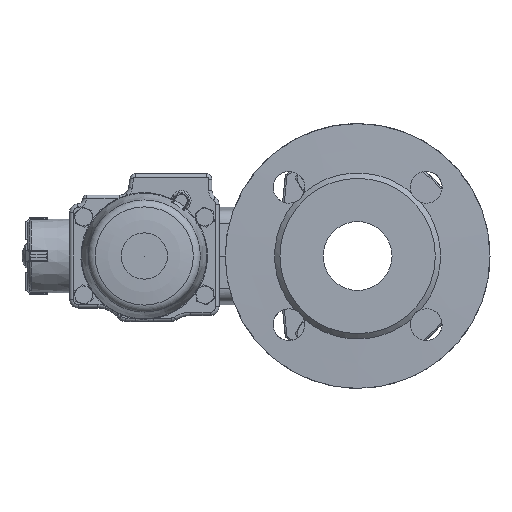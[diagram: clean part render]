
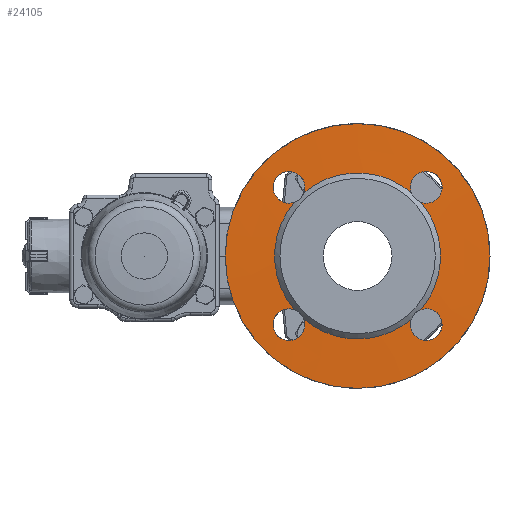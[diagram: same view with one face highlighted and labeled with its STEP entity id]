
A CAD part, left-side view. The second image highlights one B-rep face of the part: STEP entity #24105.
In plain terms, the highlighted conical face has half-angle 88.5 degrees and reference radius 47 mm.
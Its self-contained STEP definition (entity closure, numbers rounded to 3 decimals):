
#1027=B_SPLINE_CURVE_WITH_KNOTS('',3,(#35753,#35754,#35755,#35756,#35757,
#35758,#35759,#35760,#35761,#35762,#35763,#35764,#35765),.UNSPECIFIED.,
 .F.,.F.,(4,1,1,1,1,1,1,1,1,1,4),(-0.003,0.,
0.003,0.009,0.015,0.021,
0.027,0.03,0.033,0.039,
0.045),.UNSPECIFIED.);
#1030=B_SPLINE_CURVE_WITH_KNOTS('',3,(#35796,#35797,#35798,#35799,#35800,
#35801,#35802,#35803,#35804,#35805,#35806,#35807,#35808),.UNSPECIFIED.,
 .F.,.F.,(4,1,1,1,1,1,1,1,1,1,4),(-0.017,-0.014,
-0.011,-0.005,0.001,0.007,
0.013,0.019,0.025,0.028,
0.031),.UNSPECIFIED.);
#1034=B_SPLINE_CURVE_WITH_KNOTS('',3,(#35848,#35849,#35850,#35851,#35852,
#35853,#35854,#35855,#35856,#35857,#35858,#35859,#35860),.UNSPECIFIED.,
 .F.,.F.,(4,1,1,1,1,1,1,1,1,1,4),(0.,0.003,0.006,
0.012,0.018,0.024,0.03,
0.033,0.036,0.042,0.048),
 .UNSPECIFIED.);
#1037=B_SPLINE_CURVE_WITH_KNOTS('',3,(#35891,#35892,#35893,#35894,#35895,
#35896,#35897,#35898,#35899,#35900,#35901,#35902,#35903),.UNSPECIFIED.,
 .F.,.F.,(4,1,1,1,1,1,1,1,1,1,4),(0.,0.003,
0.006,0.012,0.018,0.024,
0.03,0.036,0.042,0.045,
0.048),.UNSPECIFIED.);
#1867=CONICAL_SURFACE('',#26014,47.,1.545);
#5602=ORIENTED_EDGE('',*,*,#12971,.F.);
#5603=ORIENTED_EDGE('',*,*,#12972,.T.);
#5604=ORIENTED_EDGE('',*,*,#12959,.T.);
#5605=ORIENTED_EDGE('',*,*,#12973,.T.);
#5606=ORIENTED_EDGE('',*,*,#12956,.T.);
#5607=ORIENTED_EDGE('',*,*,#12974,.T.);
#5608=ORIENTED_EDGE('',*,*,#12966,.T.);
#5609=ORIENTED_EDGE('',*,*,#12975,.T.);
#5610=ORIENTED_EDGE('',*,*,#12963,.T.);
#12956=EDGE_CURVE('',#16635,#16636,#1027,.T.);
#12959=EDGE_CURVE('',#16638,#16639,#1030,.T.);
#12963=EDGE_CURVE('',#16642,#16641,#1034,.T.);
#12966=EDGE_CURVE('',#16645,#16644,#1037,.T.);
#12971=EDGE_CURVE('',#16649,#16649,#18909,.T.);
#12972=EDGE_CURVE('',#16641,#16638,#18910,.T.);
#12973=EDGE_CURVE('',#16639,#16635,#18911,.T.);
#12974=EDGE_CURVE('',#16636,#16645,#18912,.T.);
#12975=EDGE_CURVE('',#16644,#16642,#18913,.T.);
#16635=VERTEX_POINT('',#35766);
#16636=VERTEX_POINT('',#35767);
#16638=VERTEX_POINT('',#35809);
#16639=VERTEX_POINT('',#35810);
#16641=VERTEX_POINT('',#35846);
#16642=VERTEX_POINT('',#35847);
#16644=VERTEX_POINT('',#35889);
#16645=VERTEX_POINT('',#35890);
#16649=VERTEX_POINT('',#35932);
#18909=CIRCLE('',#26015,75.);
#18910=CIRCLE('',#26016,47.);
#18911=CIRCLE('',#26017,47.);
#18912=CIRCLE('',#26018,47.);
#18913=CIRCLE('',#26019,47.);
#20086=EDGE_LOOP('',(#5602));
#20087=EDGE_LOOP('',(#5603,#5604,#5605,#5606,#5607,#5608,#5609,#5610));
#21923=FACE_BOUND('',#20086,.T.);
#21924=FACE_BOUND('',#20087,.T.);
#24105=ADVANCED_FACE('',(#21923,#21924),#1867,.T.);
#26014=AXIS2_PLACEMENT_3D('',#35930,#28553,#28554);
#26015=AXIS2_PLACEMENT_3D('',#35931,#28555,#28556);
#26016=AXIS2_PLACEMENT_3D('',#35933,#28557,#28558);
#26017=AXIS2_PLACEMENT_3D('',#35934,#28559,#28560);
#26018=AXIS2_PLACEMENT_3D('',#35935,#28561,#28562);
#26019=AXIS2_PLACEMENT_3D('',#35936,#28563,#28564);
#28553=DIRECTION('',(1.,0.,0.));
#28554=DIRECTION('',(0.,0.,-1.));
#28555=DIRECTION('',(1.,0.,0.));
#28556=DIRECTION('',(0.,0.,-1.));
#28557=DIRECTION('',(1.,0.,0.));
#28558=DIRECTION('',(0.,0.,-1.));
#28559=DIRECTION('',(1.,0.,0.));
#28560=DIRECTION('',(0.,0.,-1.));
#28561=DIRECTION('',(1.,0.,0.));
#28562=DIRECTION('',(0.,0.,-1.));
#28563=DIRECTION('',(1.,0.,0.));
#28564=DIRECTION('',(0.,0.,-1.));
#35753=CARTESIAN_POINT('',(-82.,-35.819,-30.43));
#35754=CARTESIAN_POINT('',(-81.987,-36.781,-30.081));
#35755=CARTESIAN_POINT('',(-81.951,-38.787,-29.72));
#35756=CARTESIAN_POINT('',(-81.855,-42.86,-30.361));
#35757=CARTESIAN_POINT('',(-81.715,-47.077,-33.667));
#35758=CARTESIAN_POINT('',(-81.587,-48.546,-39.939));
#35759=CARTESIAN_POINT('',(-81.539,-45.764,-45.75));
#35760=CARTESIAN_POINT('',(-81.578,-40.935,-48.073));
#35761=CARTESIAN_POINT('',(-81.651,-36.815,-47.824));
#35762=CARTESIAN_POINT('',(-81.743,-33.021,-46.239));
#35763=CARTESIAN_POINT('',(-81.883,-29.702,-42.027));
#35764=CARTESIAN_POINT('',(-81.973,-29.732,-37.744));
#35765=CARTESIAN_POINT('',(-82.,-30.43,-35.819));
#35766=CARTESIAN_POINT('',(-82.,-35.819,-30.43));
#35767=CARTESIAN_POINT('',(-82.,-30.43,-35.819));
#35796=CARTESIAN_POINT('',(-82.,-30.43,35.819));
#35797=CARTESIAN_POINT('',(-81.987,-30.081,36.781));
#35798=CARTESIAN_POINT('',(-81.951,-29.72,38.791));
#35799=CARTESIAN_POINT('',(-81.855,-30.363,42.862));
#35800=CARTESIAN_POINT('',(-81.715,-33.664,47.079));
#35801=CARTESIAN_POINT('',(-81.586,-39.96,48.545));
#35802=CARTESIAN_POINT('',(-81.539,-45.759,45.753));
#35803=CARTESIAN_POINT('',(-81.587,-48.545,39.946));
#35804=CARTESIAN_POINT('',(-81.715,-47.079,33.673));
#35805=CARTESIAN_POINT('',(-81.855,-42.872,30.365));
#35806=CARTESIAN_POINT('',(-81.952,-38.785,29.72));
#35807=CARTESIAN_POINT('',(-81.987,-36.781,30.081));
#35808=CARTESIAN_POINT('',(-82.,-35.819,30.43));
#35809=CARTESIAN_POINT('',(-82.,-30.43,35.819));
#35810=CARTESIAN_POINT('',(-82.,-35.819,30.43));
#35846=CARTESIAN_POINT('',(-82.,30.43,35.819));
#35847=CARTESIAN_POINT('',(-82.,35.819,30.43));
#35848=CARTESIAN_POINT('',(-82.,35.819,30.43));
#35849=CARTESIAN_POINT('',(-81.987,36.781,30.081));
#35850=CARTESIAN_POINT('',(-81.951,38.787,29.72));
#35851=CARTESIAN_POINT('',(-81.855,42.86,30.361));
#35852=CARTESIAN_POINT('',(-81.715,47.077,33.667));
#35853=CARTESIAN_POINT('',(-81.587,48.546,39.939));
#35854=CARTESIAN_POINT('',(-81.539,45.764,45.75));
#35855=CARTESIAN_POINT('',(-81.578,40.935,48.073));
#35856=CARTESIAN_POINT('',(-81.651,36.815,47.824));
#35857=CARTESIAN_POINT('',(-81.743,33.021,46.239));
#35858=CARTESIAN_POINT('',(-81.883,29.702,42.027));
#35859=CARTESIAN_POINT('',(-81.973,29.732,37.744));
#35860=CARTESIAN_POINT('',(-82.,30.43,35.819));
#35889=CARTESIAN_POINT('',(-82.,35.819,-30.43));
#35890=CARTESIAN_POINT('',(-82.,30.43,-35.819));
#35891=CARTESIAN_POINT('',(-82.,30.43,-35.819));
#35892=CARTESIAN_POINT('',(-81.987,30.081,-36.781));
#35893=CARTESIAN_POINT('',(-81.951,29.72,-38.791));
#35894=CARTESIAN_POINT('',(-81.855,30.363,-42.862));
#35895=CARTESIAN_POINT('',(-81.715,33.664,-47.079));
#35896=CARTESIAN_POINT('',(-81.586,39.96,-48.545));
#35897=CARTESIAN_POINT('',(-81.539,45.759,-45.753));
#35898=CARTESIAN_POINT('',(-81.587,48.545,-39.946));
#35899=CARTESIAN_POINT('',(-81.715,47.079,-33.673));
#35900=CARTESIAN_POINT('',(-81.855,42.872,-30.365));
#35901=CARTESIAN_POINT('',(-81.952,38.785,-29.72));
#35902=CARTESIAN_POINT('',(-81.987,36.781,-30.081));
#35903=CARTESIAN_POINT('',(-82.,35.819,-30.43));
#35930=CARTESIAN_POINT('',(-82.,0.,0.));
#35931=CARTESIAN_POINT('',(-81.267,0.,0.));
#35932=CARTESIAN_POINT('',(-81.267,0.,-75.));
#35933=CARTESIAN_POINT('',(-82.,0.,0.));
#35934=CARTESIAN_POINT('',(-82.,0.,0.));
#35935=CARTESIAN_POINT('',(-82.,0.,0.));
#35936=CARTESIAN_POINT('',(-82.,0.,0.));
